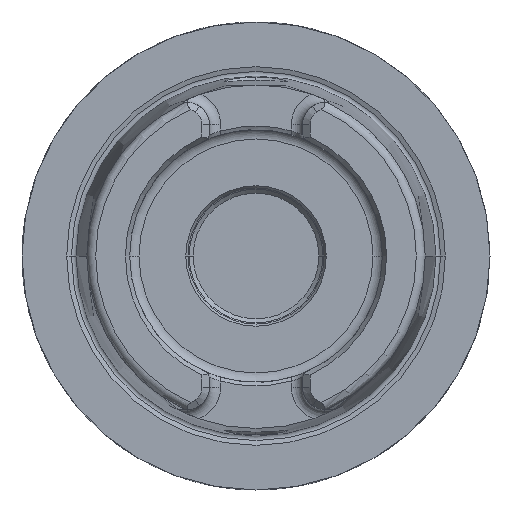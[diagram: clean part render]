
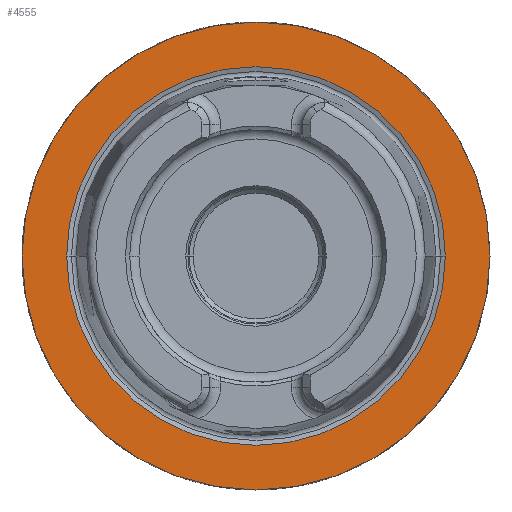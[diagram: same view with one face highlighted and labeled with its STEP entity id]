
A CAD part, left-side view. The second image highlights one B-rep face of the part: STEP entity #4555.
In plain terms, the highlighted planar face has unit normal (-1, 0, 0).
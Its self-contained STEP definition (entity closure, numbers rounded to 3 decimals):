
#1068=CARTESIAN_POINT('',(0.,0.,0.));
#1069=DIRECTION('',(1.,0.,0.));
#1070=DIRECTION('',(0.,1.,0.));
#1071=AXIS2_PLACEMENT_3D('',#1068,#1069,#1070);
#1073=CARTESIAN_POINT('',(0.,0.,0.));
#1074=DIRECTION('',(-1.,0.,0.));
#1075=DIRECTION('',(0.,1.,0.));
#1076=AXIS2_PLACEMENT_3D('',#1073,#1074,#1075);
#1078=CARTESIAN_POINT('',(0.,0.,0.));
#1079=DIRECTION('',(-1.,0.,0.));
#1080=DIRECTION('',(0.,-1.,0.));
#1081=AXIS2_PLACEMENT_3D('',#1078,#1079,#1080);
#1083=CARTESIAN_POINT('',(0.,0.,0.));
#1084=DIRECTION('',(-1.,0.,0.));
#1085=DIRECTION('',(0.,1.,0.));
#1086=AXIS2_PLACEMENT_3D('',#1083,#1084,#1085);
#2783=CARTESIAN_POINT('',(0.,31.5,0.));
#2784=CARTESIAN_POINT('',(0.,-31.5,0.));
#2785=VERTEX_POINT('',#2783);
#2786=VERTEX_POINT('',#2784);
#2811=CARTESIAN_POINT('',(0.,-25.49,0.));
#2812=VERTEX_POINT('',#2811);
#2813=CARTESIAN_POINT('',(0.,25.49,0.));
#2814=VERTEX_POINT('',#2813);
#4540=CARTESIAN_POINT('',(0.,0.,0.));
#4541=DIRECTION('',(1.,0.,0.));
#4542=DIRECTION('',(0.,-1.,0.));
#4543=AXIS2_PLACEMENT_3D('',#4540,#4541,#4542);
#4544=PLANE('',#4543);
#4546=ORIENTED_EDGE('',*,*,#4545,.T.);
#4548=ORIENTED_EDGE('',*,*,#4547,.F.);
#4549=EDGE_LOOP('',(#4546,#4548));
#4550=FACE_OUTER_BOUND('',#4549,.F.);
#4551=ORIENTED_EDGE('',*,*,#4535,.T.);
#4552=ORIENTED_EDGE('',*,*,#4519,.T.);
#4553=EDGE_LOOP('',(#4551,#4552));
#4554=FACE_BOUND('',#4553,.F.);
#4555=ADVANCED_FACE('',(#4550,#4554),#4544,.F.);
#1072=CIRCLE('',#1071,31.5);
#1077=CIRCLE('',#1076,31.5);
#1082=CIRCLE('',#1081,25.49);
#1087=CIRCLE('',#1086,25.49);
#4519=EDGE_CURVE('',#2814,#2812,#1087,.T.);
#4535=EDGE_CURVE('',#2812,#2814,#1082,.T.);
#4545=EDGE_CURVE('',#2785,#2786,#1072,.T.);
#4547=EDGE_CURVE('',#2785,#2786,#1077,.T.);
